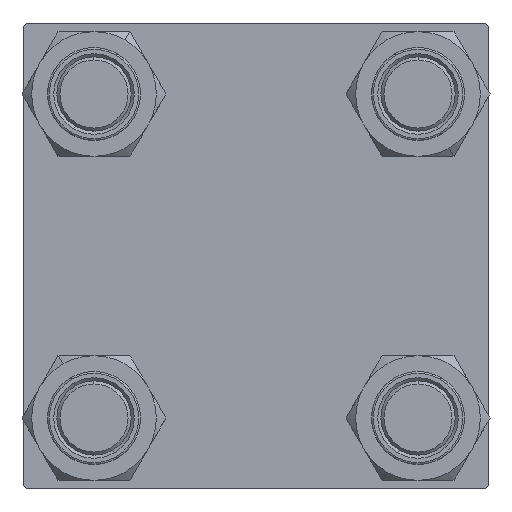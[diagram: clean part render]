
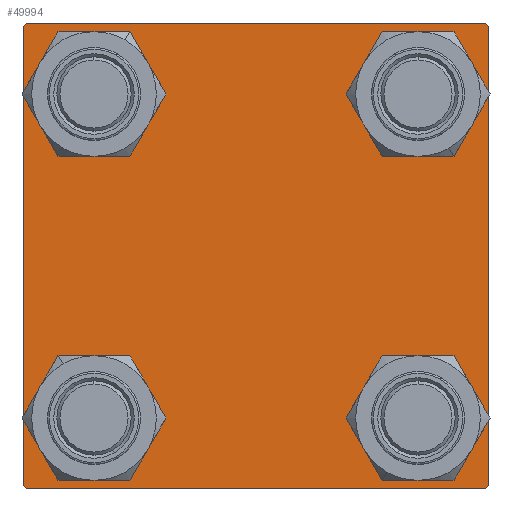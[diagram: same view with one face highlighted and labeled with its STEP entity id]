
A CAD part, left-side view. The second image highlights one B-rep face of the part: STEP entity #49994.
In plain terms, the highlighted planar face has unit normal (-1, 0, 0).
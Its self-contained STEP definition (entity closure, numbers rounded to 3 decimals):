
#412 = VERTEX_POINT ( 'NONE', #45369 ) ;
#655 = EDGE_CURVE ( 'NONE', #9576, #29623, #33472, .T. ) ;
#969 = ORIENTED_EDGE ( 'NONE', *, *, #47072, .T. ) ;
#1151 = DIRECTION ( 'NONE',  ( 1., 0., 0. ) ) ;
#1712 = LINE ( 'NONE', #24520, #50403 ) ;
#1876 = CARTESIAN_POINT ( 'NONE',  ( 0., -37.25, -37.25 ) ) ;
#1894 = CARTESIAN_POINT ( 'NONE',  ( 0., 37.5, 37.5 ) ) ;
#2016 = DIRECTION ( 'NONE',  ( 1., 0., 0. ) ) ;
#2315 = VERTEX_POINT ( 'NONE', #19286 ) ;
#2410 = EDGE_CURVE ( 'NONE', #30962, #9576, #28190, .T. ) ;
#2962 = AXIS2_PLACEMENT_3D ( 'NONE', #16376, #4087, #43507 ) ;
#4087 = DIRECTION ( 'NONE',  ( 1., 0., 0. ) ) ;
#5272 = CARTESIAN_POINT ( 'NONE',  ( 0., -26.15, -19.65 ) ) ;
#5352 = CARTESIAN_POINT ( 'NONE',  ( 0., 26.15, -19.65 ) ) ;
#6770 = PLANE ( 'NONE',  #31767 ) ;
#7133 = ORIENTED_EDGE ( 'NONE', *, *, #655, .T. ) ;
#7791 = ORIENTED_EDGE ( 'NONE', *, *, #44489, .T. ) ;
#8088 = LINE ( 'NONE', #1894, #29620 ) ;
#9079 = CARTESIAN_POINT ( 'NONE',  ( 0., -37.5, 37. ) ) ;
#9456 = CARTESIAN_POINT ( 'NONE',  ( 0., -26.15, 19.65 ) ) ;
#9576 = VERTEX_POINT ( 'NONE', #40199 ) ;
#10360 = FACE_BOUND ( 'NONE', #26863, .T. ) ;
#10572 = VERTEX_POINT ( 'NONE', #41712 ) ;
#10612 = FACE_BOUND ( 'NONE', #13329, .T. ) ;
#12197 = CARTESIAN_POINT ( 'NONE',  ( 0., 37.5, -37. ) ) ;
#12226 = EDGE_CURVE ( 'NONE', #2315, #412, #26181, .T. ) ;
#12295 = EDGE_CURVE ( 'NONE', #31396, #412, #45897, .T. ) ;
#12479 = ORIENTED_EDGE ( 'NONE', *, *, #34945, .T. ) ;
#13329 = EDGE_LOOP ( 'NONE', ( #7791, #33606 ) ) ;
#15710 = VERTEX_POINT ( 'NONE', #32883 ) ;
#16304 = DIRECTION ( 'NONE',  ( 0., 0., 1. ) ) ;
#16376 = CARTESIAN_POINT ( 'NONE',  ( 0., -26.15, 26.15 ) ) ;
#16554 = DIRECTION ( 'NONE',  ( 1., 0., 0. ) ) ;
#18050 = ORIENTED_EDGE ( 'NONE', *, *, #46184, .T. ) ;
#18404 = DIRECTION ( 'NONE',  ( 0., 0., 1. ) ) ;
#18475 = ORIENTED_EDGE ( 'NONE', *, *, #2410, .T. ) ;
#19286 = CARTESIAN_POINT ( 'NONE',  ( 0., -37., -37.5 ) ) ;
#19361 = EDGE_CURVE ( 'NONE', #10572, #2315, #25802, .T. ) ;
#19779 = CARTESIAN_POINT ( 'NONE',  ( 0., -26.15, -32.65 ) ) ;
#19897 = ORIENTED_EDGE ( 'NONE', *, *, #35469, .T. ) ;
#20585 = CIRCLE ( 'NONE', #38557, 6.5 ) ;
#20936 = CIRCLE ( 'NONE', #22583, 6.5 ) ;
#21025 = VERTEX_POINT ( 'NONE', #5352 ) ;
#21169 = DIRECTION ( 'NONE',  ( 1., 0., 0. ) ) ;
#21230 = EDGE_CURVE ( 'NONE', #30962, #41199, #8088, .T. ) ;
#21901 = FACE_BOUND ( 'NONE', #23032, .T. ) ;
#22125 = VECTOR ( 'NONE', #34119, 1000. ) ;
#22396 = DIRECTION ( 'NONE',  ( -1., 0., 0. ) ) ;
#22583 = AXIS2_PLACEMENT_3D ( 'NONE', #33763, #2016, #18404 ) ;
#22625 = DIRECTION ( 'NONE',  ( 1., 0., 0. ) ) ;
#22804 = CARTESIAN_POINT ( 'NONE',  ( 0., 37.25, -37.25 ) ) ;
#22905 = DIRECTION ( 'NONE',  ( 0., 0., 1. ) ) ;
#23032 = EDGE_LOOP ( 'NONE', ( #19897, #26491 ) ) ;
#23145 = DIRECTION ( 'NONE',  ( 0., 0., 1. ) ) ;
#24044 = CIRCLE ( 'NONE', #26514, 6.5 ) ;
#24520 = CARTESIAN_POINT ( 'NONE',  ( 0., -37.25, 37.25 ) ) ;
#24672 = ORIENTED_EDGE ( 'NONE', *, *, #12226, .T. ) ;
#25050 = CIRCLE ( 'NONE', #2962, 6.5 ) ;
#25802 = LINE ( 'NONE', #33226, #45124 ) ;
#25933 = DIRECTION ( 'NONE',  ( 0., 0., -1. ) ) ;
#26181 = LINE ( 'NONE', #1876, #22125 ) ;
#26481 = VECTOR ( 'NONE', #37646, 1000. ) ;
#26491 = ORIENTED_EDGE ( 'NONE', *, *, #49654, .T. ) ;
#26514 = AXIS2_PLACEMENT_3D ( 'NONE', #32927, #21169, #40361 ) ;
#26863 = EDGE_LOOP ( 'NONE', ( #32386, #18050 ) ) ;
#27252 = ORIENTED_EDGE ( 'NONE', *, *, #39800, .T. ) ;
#28190 = LINE ( 'NONE', #28691, #50419 ) ;
#28691 = CARTESIAN_POINT ( 'NONE',  ( 0., 37.25, 37.25 ) ) ;
#28866 = EDGE_CURVE ( 'NONE', #21025, #42019, #20585, .T. ) ;
#29298 = ORIENTED_EDGE ( 'NONE', *, *, #12295, .F. ) ;
#29518 = CARTESIAN_POINT ( 'NONE',  ( 0., -37.5, 37.5 ) ) ;
#29527 = DIRECTION ( 'NONE',  ( 0., 0., 1. ) ) ;
#29620 = VECTOR ( 'NONE', #49018, 1000. ) ;
#29623 = VERTEX_POINT ( 'NONE', #12197 ) ;
#30308 = CARTESIAN_POINT ( 'NONE',  ( 0., 0., 0. ) ) ;
#30572 = EDGE_LOOP ( 'NONE', ( #7133, #12479, #41093, #24672, #29298, #37816, #50010, #18475 ) ) ;
#30640 = CARTESIAN_POINT ( 'NONE',  ( 0., 37.5, 37.5 ) ) ;
#30895 = CARTESIAN_POINT ( 'NONE',  ( 0., -37., 37.5 ) ) ;
#30962 = VERTEX_POINT ( 'NONE', #34508 ) ;
#31316 = DIRECTION ( 'NONE',  ( 1., 0., 0. ) ) ;
#31396 = VERTEX_POINT ( 'NONE', #9079 ) ;
#31398 = CARTESIAN_POINT ( 'NONE',  ( 0., -26.15, 26.15 ) ) ;
#31690 = DIRECTION ( 'NONE',  ( 0., 0.707, 0.707 ) ) ;
#31694 = AXIS2_PLACEMENT_3D ( 'NONE', #39349, #16554, #16304 ) ;
#31767 = AXIS2_PLACEMENT_3D ( 'NONE', #30308, #22396, #22905 ) ;
#32386 = ORIENTED_EDGE ( 'NONE', *, *, #28866, .T. ) ;
#32883 = CARTESIAN_POINT ( 'NONE',  ( 0., -26.15, 32.65 ) ) ;
#32927 = CARTESIAN_POINT ( 'NONE',  ( 0., -26.15, -26.15 ) ) ;
#33226 = CARTESIAN_POINT ( 'NONE',  ( 0., 37.5, -37.5 ) ) ;
#33300 = CIRCLE ( 'NONE', #39069, 6.5 ) ;
#33472 = LINE ( 'NONE', #30640, #50353 ) ;
#33606 = ORIENTED_EDGE ( 'NONE', *, *, #47090, .T. ) ;
#33763 = CARTESIAN_POINT ( 'NONE',  ( 0., 26.15, 26.15 ) ) ;
#34119 = DIRECTION ( 'NONE',  ( 0., -0.707, 0.707 ) ) ;
#34222 = DIRECTION ( 'NONE',  ( 0., 0., -1. ) ) ;
#34508 = CARTESIAN_POINT ( 'NONE',  ( 0., 37., 37.5 ) ) ;
#34818 = LINE ( 'NONE', #22804, #26481 ) ;
#34945 = EDGE_CURVE ( 'NONE', #29623, #10572, #34818, .T. ) ;
#35035 = CIRCLE ( 'NONE', #39925, 6.5 ) ;
#35039 = EDGE_LOOP ( 'NONE', ( #969, #27252 ) ) ;
#35469 = EDGE_CURVE ( 'NONE', #37114, #42995, #24044, .T. ) ;
#36001 = VECTOR ( 'NONE', #25933, 1000. ) ;
#36561 = VERTEX_POINT ( 'NONE', #49917 ) ;
#36626 = DIRECTION ( 'NONE',  ( 1., 0., 0. ) ) ;
#37114 = VERTEX_POINT ( 'NONE', #5272 ) ;
#37646 = DIRECTION ( 'NONE',  ( 0., -0.707, -0.707 ) ) ;
#37816 = ORIENTED_EDGE ( 'NONE', *, *, #40922, .T. ) ;
#37995 = FACE_OUTER_BOUND ( 'NONE', #30572, .T. ) ;
#38557 = AXIS2_PLACEMENT_3D ( 'NONE', #46941, #31316, #23145 ) ;
#39069 = AXIS2_PLACEMENT_3D ( 'NONE', #31398, #1151, #39094 ) ;
#39094 = DIRECTION ( 'NONE',  ( 0., 0., 1. ) ) ;
#39349 = CARTESIAN_POINT ( 'NONE',  ( 0., 26.15, 26.15 ) ) ;
#39800 = EDGE_CURVE ( 'NONE', #36561, #46027, #20936, .T. ) ;
#39925 = AXIS2_PLACEMENT_3D ( 'NONE', #44560, #36626, #44815 ) ;
#40199 = CARTESIAN_POINT ( 'NONE',  ( 0., 37.5, 37. ) ) ;
#40361 = DIRECTION ( 'NONE',  ( 0., 0., 1. ) ) ;
#40922 = EDGE_CURVE ( 'NONE', #31396, #41199, #1712, .T. ) ;
#41093 = ORIENTED_EDGE ( 'NONE', *, *, #19361, .T. ) ;
#41199 = VERTEX_POINT ( 'NONE', #30895 ) ;
#41304 = CARTESIAN_POINT ( 'NONE',  ( 0., 26.15, -26.15 ) ) ;
#41712 = CARTESIAN_POINT ( 'NONE',  ( 0., 37., -37.5 ) ) ;
#42019 = VERTEX_POINT ( 'NONE', #46961 ) ;
#42333 = CIRCLE ( 'NONE', #31694, 6.5 ) ;
#42995 = VERTEX_POINT ( 'NONE', #19779 ) ;
#43121 = CIRCLE ( 'NONE', #50475, 6.5 ) ;
#43507 = DIRECTION ( 'NONE',  ( 0., 0., 1. ) ) ;
#43814 = DIRECTION ( 'NONE',  ( 0., 0.707, -0.707 ) ) ;
#44489 = EDGE_CURVE ( 'NONE', #15710, #46837, #25050, .T. ) ;
#44560 = CARTESIAN_POINT ( 'NONE',  ( 0., -26.15, -26.15 ) ) ;
#44815 = DIRECTION ( 'NONE',  ( 0., 0., 1. ) ) ;
#45124 = VECTOR ( 'NONE', #48860, 1000. ) ;
#45369 = CARTESIAN_POINT ( 'NONE',  ( 0., -37.5, -37. ) ) ;
#45897 = LINE ( 'NONE', #29518, #36001 ) ;
#46027 = VERTEX_POINT ( 'NONE', #46742 ) ;
#46184 = EDGE_CURVE ( 'NONE', #42019, #21025, #43121, .T. ) ;
#46187 = FACE_BOUND ( 'NONE', #35039, .T. ) ;
#46742 = CARTESIAN_POINT ( 'NONE',  ( 0., 26.15, 32.65 ) ) ;
#46837 = VERTEX_POINT ( 'NONE', #9456 ) ;
#46941 = CARTESIAN_POINT ( 'NONE',  ( 0., 26.15, -26.15 ) ) ;
#46961 = CARTESIAN_POINT ( 'NONE',  ( 0., 26.15, -32.65 ) ) ;
#47072 = EDGE_CURVE ( 'NONE', #46027, #36561, #42333, .T. ) ;
#47090 = EDGE_CURVE ( 'NONE', #46837, #15710, #33300, .T. ) ;
#48860 = DIRECTION ( 'NONE',  ( 0., -1., 0. ) ) ;
#49018 = DIRECTION ( 'NONE',  ( 0., -1., 0. ) ) ;
#49654 = EDGE_CURVE ( 'NONE', #42995, #37114, #35035, .T. ) ;
#49917 = CARTESIAN_POINT ( 'NONE',  ( 0., 26.15, 19.65 ) ) ;
#49994 = ADVANCED_FACE ( 'NONE', ( #10612, #21901, #10360, #46187, #37995 ), #6770, .T. ) ;
#50010 = ORIENTED_EDGE ( 'NONE', *, *, #21230, .F. ) ;
#50353 = VECTOR ( 'NONE', #34222, 1000. ) ;
#50403 = VECTOR ( 'NONE', #31690, 1000. ) ;
#50419 = VECTOR ( 'NONE', #43814, 1000. ) ;
#50475 = AXIS2_PLACEMENT_3D ( 'NONE', #41304, #22625, #29527 ) ;
